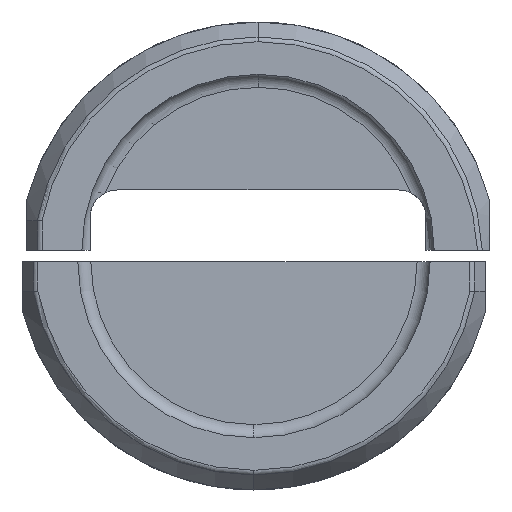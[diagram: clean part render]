
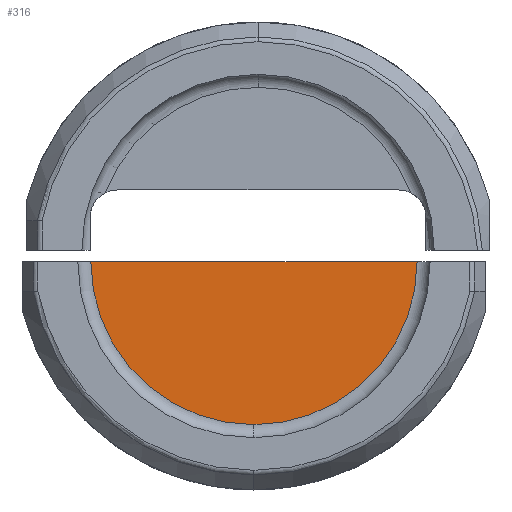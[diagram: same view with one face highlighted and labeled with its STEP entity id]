
A CAD part, front view. The second image highlights one B-rep face of the part: STEP entity #316.
In plain terms, the highlighted planar face has unit normal (0, -1, 0).
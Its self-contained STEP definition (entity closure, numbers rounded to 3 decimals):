
#21 = CIRCLE ( 'NONE', #15610, 14.817 ) ;
#316 = ADVANCED_FACE ( 'NONE', ( #3322 ), #19515, .T. ) ;
#1160 = VERTEX_POINT ( 'NONE', #12965 ) ;
#1843 = DIRECTION ( 'NONE',  ( 0., 0., -1. ) ) ;
#2421 = CIRCLE ( 'NONE', #5087, 14.817 ) ;
#3263 = EDGE_CURVE ( 'NONE', #19177, #1160, #2421, .T. ) ;
#3322 = FACE_OUTER_BOUND ( 'NONE', #4603, .T. ) ;
#3432 = DIRECTION ( 'NONE',  ( 0., -1., 0. ) ) ;
#4083 = CARTESIAN_POINT ( 'NONE',  ( 0., 1., 0. ) ) ;
#4603 = EDGE_LOOP ( 'NONE', ( #8328, #4887, #7726 ) ) ;
#4887 = ORIENTED_EDGE ( 'NONE', *, *, #3263, .T. ) ;
#5087 = AXIS2_PLACEMENT_3D ( 'NONE', #14539, #3432, #11125 ) ;
#6787 = VERTEX_POINT ( 'NONE', #19257 ) ;
#7301 = DIRECTION ( 'NONE',  ( 0., -1., 0. ) ) ;
#7726 = ORIENTED_EDGE ( 'NONE', *, *, #19266, .T. ) ;
#8328 = ORIENTED_EDGE ( 'NONE', *, *, #18079, .T. ) ;
#11125 = DIRECTION ( 'NONE',  ( 0., 0., -1. ) ) ;
#11994 = DIRECTION ( 'NONE',  ( 1., 0., 0. ) ) ;
#12861 = DIRECTION ( 'NONE',  ( 0., -1., 0. ) ) ;
#12965 = CARTESIAN_POINT ( 'NONE',  ( 0., 1., 14.817 ) ) ;
#14222 = AXIS2_PLACEMENT_3D ( 'NONE', #16191, #12861, #1843 ) ;
#14282 = VECTOR ( 'NONE', #11994, 1000. ) ;
#14539 = CARTESIAN_POINT ( 'NONE',  ( 0., 1., 0. ) ) ;
#15610 = AXIS2_PLACEMENT_3D ( 'NONE', #4083, #7301, #19977 ) ;
#15958 = LINE ( 'NONE', #20093, #14282 ) ;
#16191 = CARTESIAN_POINT ( 'NONE',  ( 0., 1., 0. ) ) ;
#18079 = EDGE_CURVE ( 'NONE', #6787, #19177, #15958, .T. ) ;
#19177 = VERTEX_POINT ( 'NONE', #19360 ) ;
#19257 = CARTESIAN_POINT ( 'NONE',  ( -14.817, 1., 0. ) ) ;
#19266 = EDGE_CURVE ( 'NONE', #1160, #6787, #21, .T. ) ;
#19360 = CARTESIAN_POINT ( 'NONE',  ( 14.817, 1., 0. ) ) ;
#19515 = PLANE ( 'NONE',  #14222 ) ;
#19977 = DIRECTION ( 'NONE',  ( 0., 0., -1. ) ) ;
#20093 = CARTESIAN_POINT ( 'NONE',  ( 16., 1., 0. ) ) ;
